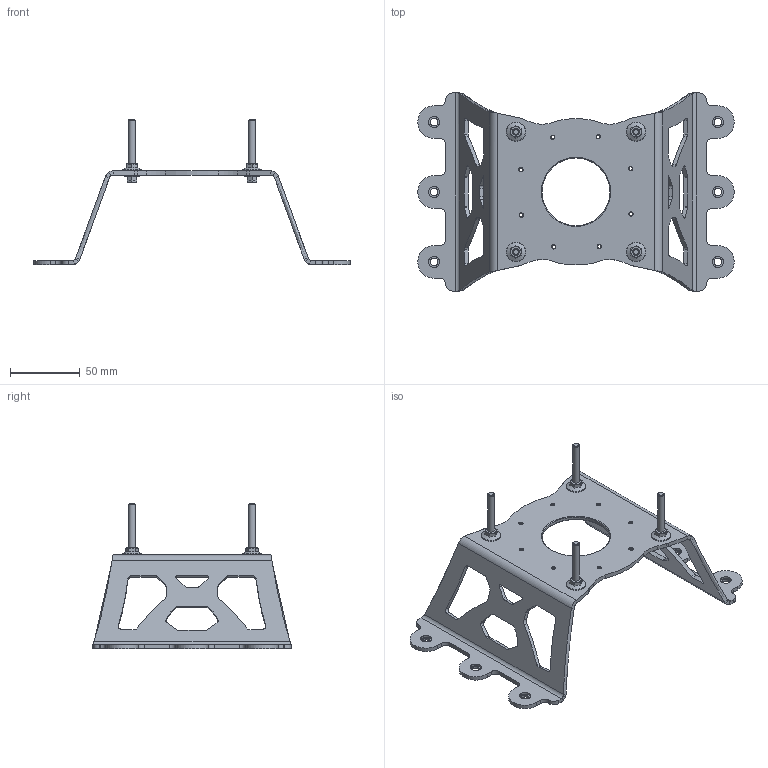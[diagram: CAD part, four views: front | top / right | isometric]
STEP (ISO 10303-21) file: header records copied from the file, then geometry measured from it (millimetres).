
FILE_DESCRIPTION(/* description */ (''),/* implementation_level */ '2;1');
FILE_NAME(/* name */ 'Mount_Legs v3_Mod v2.step',/* time_stamp */ '2024-11-15T08:31:31+11:00',/* author */ (''),/* organization */ (''),/* preprocessor_version */ 'ST-DEVELOPER v20',/* originating_system */ 'Autodesk Translation Framework v13.20.0.188',/* authorisation */ '');
FILE_SCHEMA (('AUTOMOTIVE_DESIGN { 1 0 10303 214 3 1 1 }'));
Length unit declared in the file: millimetre
Products named in the file (3): Mount_Legs v3_Mod v2; Indented Hex Flange Head Machine Screw ANSI B18.6.7M - M5x0.8 x 40 St
eel Grade 8 Plain v1; Hex Flange Nut ANSI B18.2.4.4M - M5 x 0.8 Steel Grade 8 Plain v1
Assembly tree (8 placements, depth 2):
  Mount_Legs v3_Mod v2
    Indented Hex Flange Head Machine Screw ANSI B18.6.7M - M5x0.8 x 40 St
eel Grade 8 Plain v1  x4
    Hex Flange Nut ANSI B18.2.4.4M - M5 x 0.8 Steel Grade 8 Plain v1  x4
Bounding box: 226.46 x 141.85 x 104.19 mm (x, y, z)
Volume: 86931.8 mm3; surface area: 66813.1 mm2
Topology: 9 solids, 9 shells, 535 faces, 1431 edges, 928 vertices
Faces by surface type: cylinder 253, plane 180, cone 46, bspline 44, torus 12
Full cylindrical faces by diameter (mm): 2.529 x24, 3.086 x8, 4.234 x8, 4.901 x4, 5.5 x6, 6.2 x4, 8 x6, 48.5 x1
Entity records: 24333 total; most frequent: CARTESIAN_POINT 13255, ORIENTED_EDGE 2472, DIRECTION 2053, EDGE_CURVE 1236, VERTEX_POINT 802, AXIS2_PLACEMENT_3D 773, EDGE_LOOP 512, LINE 507
